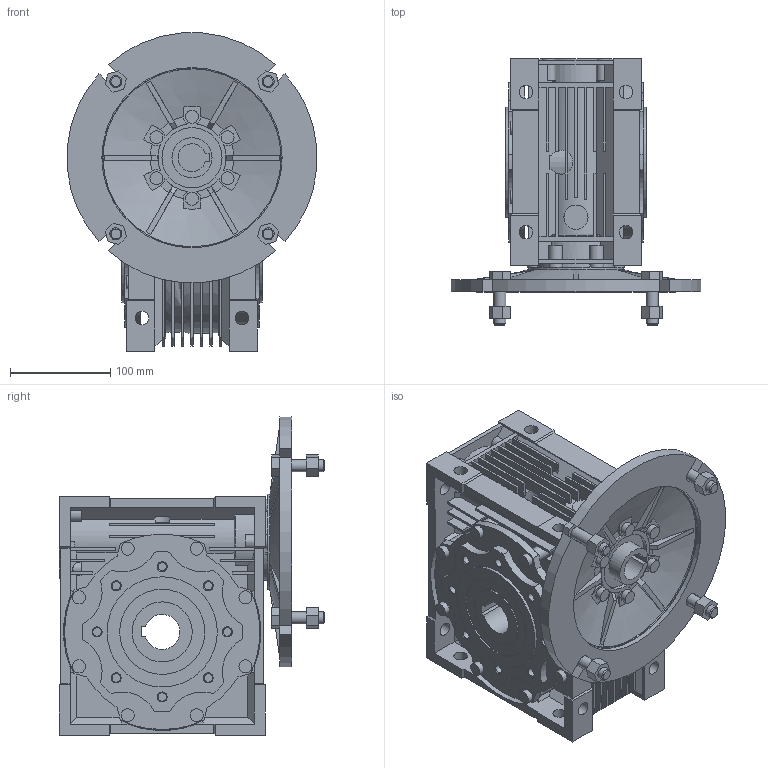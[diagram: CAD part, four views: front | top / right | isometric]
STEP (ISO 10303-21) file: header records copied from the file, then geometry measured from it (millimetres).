
FILE_DESCRIPTION(('STEP AP203'), '1');
FILE_NAME('凎劌膷闉 NMRV 090(100(112)B5)', '', ('UNSPECIFIED'), ('UNSPECIFIED'), 'ASCON STEP Converter 1.3', 'ASCON Math Kernel', '');
FILE_SCHEMA(('CONFIG_CONTROL_DESIGN'));
Length unit declared in the file: millimetre
Products named in the file (5): _Gear unit 90; _090-35 (140); _VB 075-28 (28); _75-100-112 B5
Assembly tree (4 placements, depth 2):
  (unnamed)
    _Gear unit 90
    _090-35 (140)
    _VB 075-28 (28)
    _75-100-112 B5
Bounding box: 249.17 x 265.5 x 317.59 mm (x, y, z)
Volume: 763249.2 mm3; surface area: 763184.2 mm2
Topology: 9 solids, 10 shells, 959 faces, 2623 edges, 1704 vertices
Faces by surface type: plane 669, cylinder 237, cone 51, torus 2
Full cylindrical faces by diameter (mm): 7.45 x4, 8.376 x16, 12 x8, 13 x14, 13.4 x14, 24 x2, 39 x1, 40 x1, 50 x1, 60 x5, 68 x2, 85 x1, 95 x1, 110 x2, 170 x1, 177.871 x1, 180 x1
Entity records: 39844 total; most frequent: CARTESIAN_POINT 7828, ORIENTED_EDGE 5002, DIRECTION 4846, EDGE_CURVE 2502, LINE 1702, VECTOR 1702, VERTEX_POINT 1700, AXIS2_PLACEMENT_3D 1572
